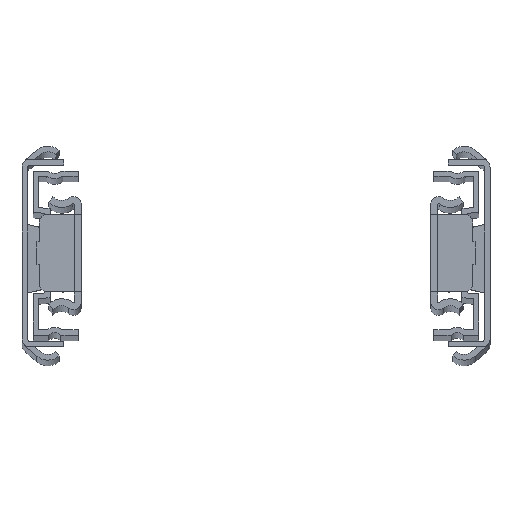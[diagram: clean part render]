
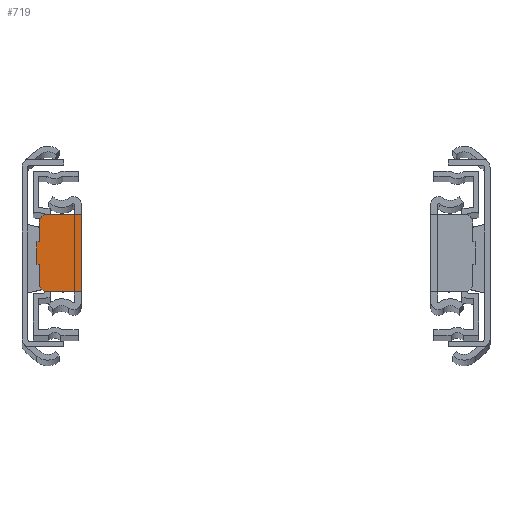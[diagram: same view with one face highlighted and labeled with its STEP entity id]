
A CAD part, top view. The second image highlights one B-rep face of the part: STEP entity #719.
In plain terms, the highlighted face is planar.
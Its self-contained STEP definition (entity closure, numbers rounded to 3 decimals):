
#719 = ADVANCED_FACE( '', ( #1502 ), #1503, .F. );
#1502 = FACE_OUTER_BOUND( '', #2372, .T. );
#1503 = PLANE( '', #2373 );
#2372 = EDGE_LOOP( '', ( #4248, #4249, #4250, #4251, #4252, #4253, #4254, #4255, #4256, #4257 ) );
#2373 = AXIS2_PLACEMENT_3D( '', #4258, #4259, #4260 );
#4248 = ORIENTED_EDGE( '', *, *, #5642, .F. );
#4249 = ORIENTED_EDGE( '', *, *, #5539, .F. );
#4250 = ORIENTED_EDGE( '', *, *, #5791, .F. );
#4251 = ORIENTED_EDGE( '', *, *, #5792, .F. );
#4252 = ORIENTED_EDGE( '', *, *, #5577, .F. );
#4253 = ORIENTED_EDGE( '', *, *, #5636, .F. );
#4254 = ORIENTED_EDGE( '', *, *, #5706, .F. );
#4255 = ORIENTED_EDGE( '', *, *, #5185, .F. );
#4256 = ORIENTED_EDGE( '', *, *, #5160, .F. );
#4257 = ORIENTED_EDGE( '', *, *, #5793, .F. );
#4258 = CARTESIAN_POINT( '', ( 0., 0., 0. ) );
#4259 = DIRECTION( '', ( 0., 1., 0. ) );
#4260 = DIRECTION( '', ( 0., 0., 1. ) );
#5160 = EDGE_CURVE( '', #6242, #6244, #6245, .T. );
#5185 = EDGE_CURVE( '', #6244, #6286, #6287, .T. );
#5539 = EDGE_CURVE( '', #6861, #6862, #6863, .T. );
#5577 = EDGE_CURVE( '', #6911, #6912, #6913, .T. );
#5636 = EDGE_CURVE( '', #7003, #6911, #7004, .T. );
#5642 = EDGE_CURVE( '', #6862, #7013, #7014, .T. );
#5706 = EDGE_CURVE( '', #6286, #7003, #7092, .T. );
#5791 = EDGE_CURVE( '', #7195, #6861, #7196, .T. );
#5792 = EDGE_CURVE( '', #6912, #7195, #7197, .T. );
#5793 = EDGE_CURVE( '', #7013, #6242, #7198, .T. );
#6242 = VERTEX_POINT( '', #7756 );
#6244 = VERTEX_POINT( '', #7759 );
#6245 = LINE( '', #7760, #7761 );
#6286 = VERTEX_POINT( '', #7819 );
#6287 = CIRCLE( '', #7820, 1.6 );
#6861 = VERTEX_POINT( '', #8576 );
#6862 = VERTEX_POINT( '', #8577 );
#6863 = CIRCLE( '', #8578, 1.6 );
#6911 = VERTEX_POINT( '', #8650 );
#6912 = VERTEX_POINT( '', #8651 );
#6913 = LINE( '', #8652, #8653 );
#7003 = VERTEX_POINT( '', #8766 );
#7004 = LINE( '', #8767, #8768 );
#7013 = VERTEX_POINT( '', #8781 );
#7014 = LINE( '', #8782, #8783 );
#7092 = LINE( '', #8889, #8890 );
#7195 = VERTEX_POINT( '', #9026 );
#7196 = LINE( '', #9027, #9028 );
#7197 = LINE( '', #9029, #9030 );
#7198 = LINE( '', #9031, #9032 );
#7756 = CARTESIAN_POINT( '', ( 12.7, 0., -8.25 ) );
#7759 = CARTESIAN_POINT( '', ( 5.3, 0., -8.25 ) );
#7760 = CARTESIAN_POINT( '', ( 12.7, 0., -8.25 ) );
#7761 = VECTOR( '', #9473, 1000. );
#7819 = CARTESIAN_POINT( '', ( 3.7, 0., -6.65 ) );
#7820 = AXIS2_PLACEMENT_3D( '', #9497, #9498, #9499 );
#8576 = CARTESIAN_POINT( '', ( 3.7, 0., 6.65 ) );
#8577 = CARTESIAN_POINT( '', ( 5.3, 0., 8.25 ) );
#8578 = AXIS2_PLACEMENT_3D( '', #9964, #9965, #9966 );
#8650 = CARTESIAN_POINT( '', ( 3.2, 0., -2.4 ) );
#8651 = CARTESIAN_POINT( '', ( 3.2, 0., 2.4 ) );
#8652 = CARTESIAN_POINT( '', ( 3.2, 0., -2.4 ) );
#8653 = VECTOR( '', #10003, 1000. );
#8766 = CARTESIAN_POINT( '', ( 3.7, 0., -2.4 ) );
#8767 = CARTESIAN_POINT( '', ( 3.7, 0., -2.4 ) );
#8768 = VECTOR( '', #10084, 1000. );
#8781 = CARTESIAN_POINT( '', ( 12.7, 0., 8.25 ) );
#8782 = CARTESIAN_POINT( '', ( 11.2, 0., 8.25 ) );
#8783 = VECTOR( '', #10089, 1000. );
#8889 = CARTESIAN_POINT( '', ( 3.7, 0., -6.65 ) );
#8890 = VECTOR( '', #10154, 1000. );
#9026 = CARTESIAN_POINT( '', ( 3.7, 0., 2.4 ) );
#9027 = CARTESIAN_POINT( '', ( 3.7, 0., 2.4 ) );
#9028 = VECTOR( '', #10245, 1000. );
#9029 = CARTESIAN_POINT( '', ( 3.2, 0., 2.4 ) );
#9030 = VECTOR( '', #10246, 1000. );
#9031 = CARTESIAN_POINT( '', ( 12.7, 0., 8.25 ) );
#9032 = VECTOR( '', #10247, 1000. );
#9473 = DIRECTION( '', ( -1., 0., 0. ) );
#9497 = CARTESIAN_POINT( '', ( 5.3, 0., -6.65 ) );
#9498 = DIRECTION( '', ( 0., 1., 0. ) );
#9499 = DIRECTION( '', ( 1., 0., 0. ) );
#9964 = CARTESIAN_POINT( '', ( 5.3, 0., 6.65 ) );
#9965 = DIRECTION( '', ( 0., 1., 0. ) );
#9966 = DIRECTION( '', ( 1., 0., 0. ) );
#10003 = DIRECTION( '', ( 0., 0., 1. ) );
#10084 = DIRECTION( '', ( -1., 0., 0. ) );
#10089 = DIRECTION( '', ( 1., 0., 0. ) );
#10154 = DIRECTION( '', ( 0., 0., 1. ) );
#10245 = DIRECTION( '', ( 0., 0., 1. ) );
#10246 = DIRECTION( '', ( 1., 0., 0. ) );
#10247 = DIRECTION( '', ( 0., 0., -1. ) );
